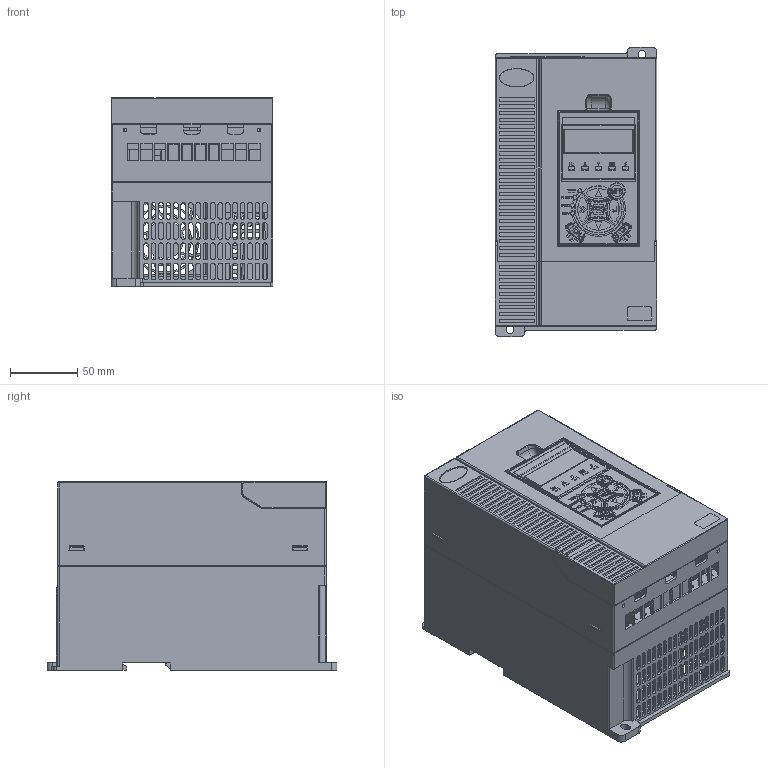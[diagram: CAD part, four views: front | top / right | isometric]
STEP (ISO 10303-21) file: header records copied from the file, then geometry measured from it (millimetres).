
FILE_DESCRIPTION((''),'2;1');
FILE_NAME('202_ASM','2019-02-20T',('admin'),(''),'PRO/ENGINEER BY PARAMETRIC TECHNOLOGY CORPORATION, 2015240','PRO/ENGINEER BY PARAMETRIC TECHNOLOGY CORPORATION, 2015240','');
FILE_SCHEMA(('CONFIG_CONTROL_DESIGN'));
Products named in the file (13): 202MP01; 202MP02; 202MP03; 202MP04; 202MP05; 202MA01_ASM; 302MP01; 302MP02; 302ME01; 302PK01; KW4-521ASB; 302MA01_ASM; 202_ASM
Assembly tree (12 placements, depth 3):
  202_ASM
    202MA01_ASM
      202MP01
      202MP02
      202MP03
      202MP04
      202MP05
    302MA01_ASM
      302MP01
      302MP02
      302ME01
      302PK01
      KW4-521ASB
Bounding box: 120 x 215 x 140 mm (x, y, z)
Volume: 378036.8 mm3; surface area: 463900.6 mm2
Topology: 10 solids, 10 shells, 5279 faces, 14906 edges, 9751 vertices
Faces by surface type: plane 3702, cylinder 1200, bspline 140, torus 99, sphere 49, cone 48, extrusion 36, revolution 5
Entity records: 176968 total; most frequent: CARTESIAN_POINT 39085, ORIENTED_EDGE 29772, DIRECTION 26994, EDGE_CURVE 14886, VECTOR 11457, LINE 11421, VERTEX_POINT 9751, AXIS2_PLACEMENT_3D 7766
